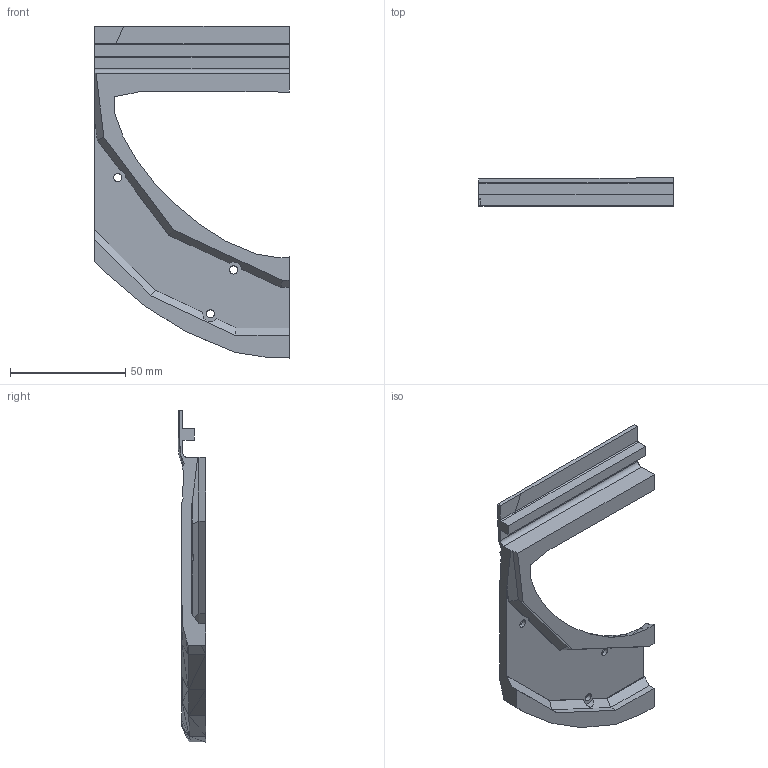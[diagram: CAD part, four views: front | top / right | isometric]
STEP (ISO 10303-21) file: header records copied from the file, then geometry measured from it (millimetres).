
FILE_DESCRIPTION(/* description */ (''),/* implementation_level */ '2;1');
FILE_NAME(/* name */ 'SB2-HandleLeftB-x1-A .step',/* time_stamp */ '2022-12-19T16:59:42-05:00',/* author */ (''),/* organization */ (''),/* preprocessor_version */ 'ST-DEVELOPER v19.2',/* originating_system */ 'Autodesk Translation Framework v11.17.0.187',/* authorisation */ '');
FILE_SCHEMA (('AUTOMOTIVE_DESIGN { 1 0 10303 214 3 1 1 }'));
Length unit declared in the file: millimetre
Products named in the file (1): SB2-HandleLeftB-x1-A
Bounding box: 84.2 x 12.03 x 143.76 mm (x, y, z)
Volume: 34490.7 mm3; surface area: 19579.7 mm2
Topology: 1 solids, 1 shells, 162 faces, 366 edges, 207 vertices
Faces by surface type: plane 149, cylinder 13
Full cylindrical faces by diameter (mm): 3.5 x3, 5.5 x3
Entity records: 4357 total; most frequent: CARTESIAN_POINT 736, ORIENTED_EDGE 732, DIRECTION 722, EDGE_CURVE 366, LINE 336, VECTOR 336, VERTEX_POINT 207, AXIS2_PLACEMENT_3D 193
